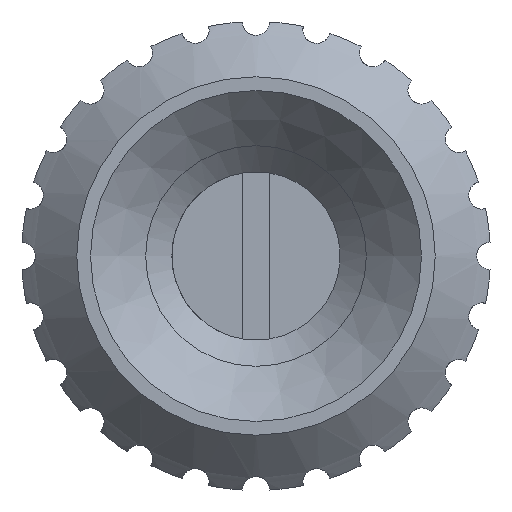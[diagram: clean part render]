
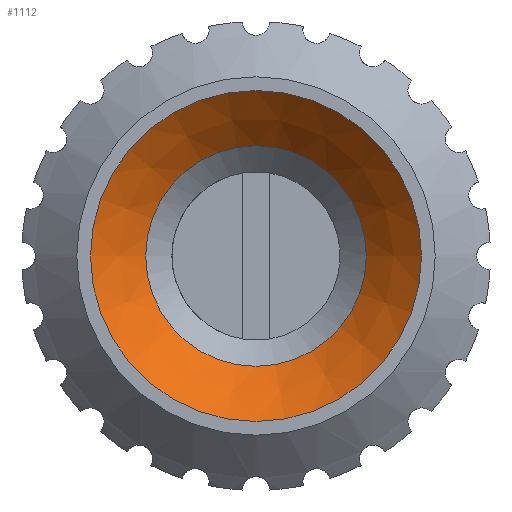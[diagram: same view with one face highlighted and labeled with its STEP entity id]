
A CAD part, front view. The second image highlights one B-rep face of the part: STEP entity #1112.
In plain terms, the highlighted conical face has half-angle 45 degrees and reference radius 5 mm.
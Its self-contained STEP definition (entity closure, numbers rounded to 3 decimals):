
#73=CIRCLE('',#1238,6.);
#74=CIRCLE('',#1240,4.);
#85=CONICAL_SURFACE('',#1239,5.,0.785);
#139=FACE_OUTER_BOUND('',#202,.T.);
#202=EDGE_LOOP('',(#968,#969,#970,#971));
#262=LINE('',#2930,#323);
#323=VECTOR('',#1518,5.);
#484=VERTEX_POINT('',#2926);
#485=VERTEX_POINT('',#2929);
#646=EDGE_CURVE('',#484,#484,#73,.T.);
#647=EDGE_CURVE('',#484,#485,#262,.T.);
#648=EDGE_CURVE('',#485,#485,#74,.T.);
#968=ORIENTED_EDGE('',*,*,#646,.T.);
#969=ORIENTED_EDGE('',*,*,#647,.T.);
#970=ORIENTED_EDGE('',*,*,#648,.T.);
#971=ORIENTED_EDGE('',*,*,#647,.F.);
#1112=ADVANCED_FACE('',(#139),#85,.F.);
#1238=AXIS2_PLACEMENT_3D('',#2927,#1514,#1515);
#1239=AXIS2_PLACEMENT_3D('',#2928,#1516,#1517);
#1240=AXIS2_PLACEMENT_3D('',#2931,#1519,#1520);
#1514=DIRECTION('center_axis',(0.,-1.,0.));
#1515=DIRECTION('ref_axis',(1.,0.,0.));
#1516=DIRECTION('center_axis',(0.,-1.,0.));
#1517=DIRECTION('ref_axis',(1.,0.,0.));
#1518=DIRECTION('',(0.707,0.707,0.));
#1519=DIRECTION('center_axis',(0.,1.,0.));
#1520=DIRECTION('ref_axis',(1.,0.,0.));
#2926=CARTESIAN_POINT('',(-6.,0.,0.));
#2927=CARTESIAN_POINT('Origin',(0.,0.,0.));
#2928=CARTESIAN_POINT('Origin',(0.,1.,0.));
#2929=CARTESIAN_POINT('',(-4.,2.,0.));
#2930=CARTESIAN_POINT('',(-5.,1.,0.));
#2931=CARTESIAN_POINT('Origin',(0.,2.,0.));
